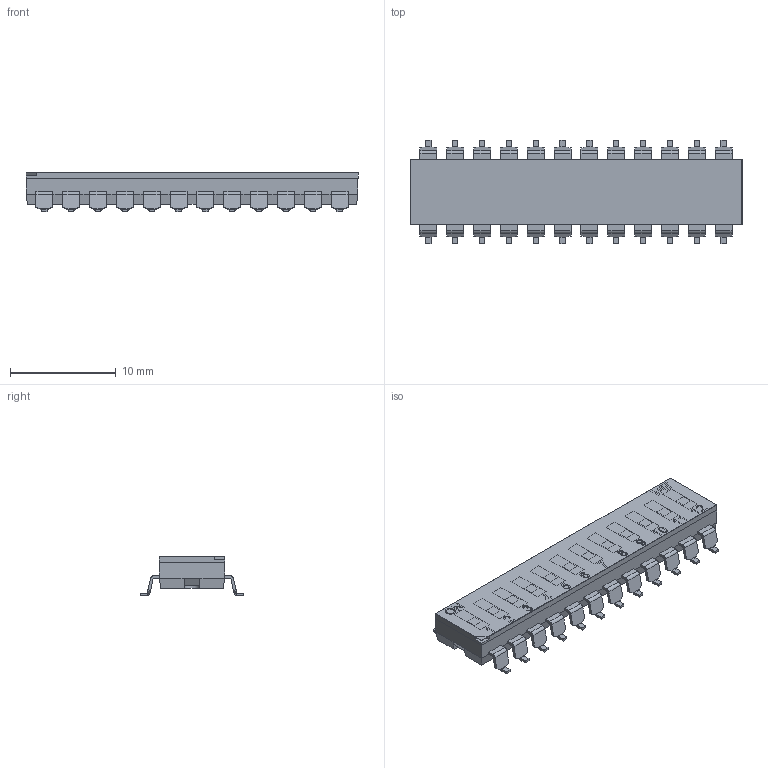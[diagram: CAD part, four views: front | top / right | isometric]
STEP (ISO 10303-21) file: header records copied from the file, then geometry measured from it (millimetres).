
FILE_DESCRIPTION( ( 'Unknown' ), '1' );
FILE_NAME( '418121160812A.stp', 'Unknown', ( 'Unknown' ), ( 'Unknown' ), 'PSStep 17.0.49', 'Unknown', ' ' );
FILE_SCHEMA( ( 'AUTOMOTIVE_DESIGN { 1 0 10303 214 1 1 1 1 }' ) );
Length unit declared in the file: millimetre
Products named in the file (8): Assem1; Actuator; Contact; Base 12; Cover 12; Tape 12; Terminal_front; Terminal_back
Assembly tree (51 placements, depth 2):
  Assem1
    Actuator  x12
    Contact  x12
    Base 12
    Cover 12
    Tape 12
    Terminal_front  x12
    Terminal_back  x12
Bounding box: 31.42 x 9.79 x 3.74 mm (x, y, z)
Volume: 533 mm3; surface area: 2561.1 mm2
Topology: 51 solids, 51 shells, 2039 faces, 5622 edges, 3678 vertices
Faces by surface type: plane 1641, cylinder 314, bspline 48, extrusion 36
Full cylindrical faces by diameter (mm): 0.45 x24, 0.5 x48, 1.9 x1
Entity records: 29682 total; most frequent: CARTESIAN_POINT 6193, ORIENTED_EDGE 3834, DIRECTION 3221, EDGE_CURVE 1917, VECTOR 1539, LINE 1503, VERTEX_POINT 1242, AXIS2_PLACEMENT_3D 841
